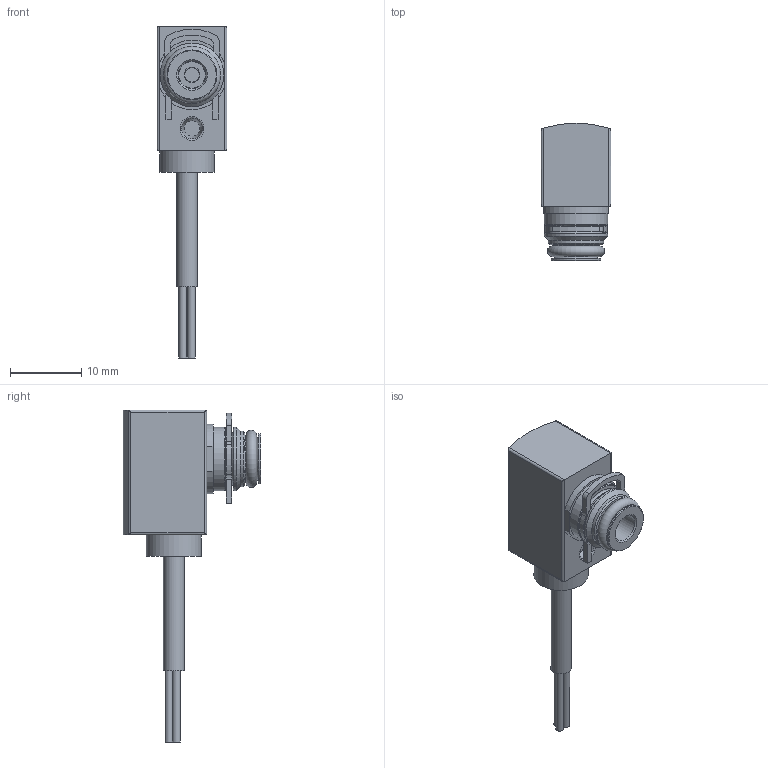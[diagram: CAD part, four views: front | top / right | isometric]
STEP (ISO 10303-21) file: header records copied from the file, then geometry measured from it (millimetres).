
FILE_DESCRIPTION(/* description */ ('STEP AP214'),/* implementation_level */ '2;1');
FILE_NAME(/* name */ '8025976_SPTE-B2R-PC10-V-2_5K',/* time_stamp */ '2024-09-15T13:24:24+02:00',/* author */ ('License CC BY-ND 4.0'),/* organization */ ('CADENAS'),/* preprocessor_version */ 'ST-DEVELOPER v19.3',/* originating_system */ 'PARTsolutions',/* authorisation */ ' ');
FILE_SCHEMA (('AUTOMOTIVE_DESIGN {1 0 10303 214 3 1 1}'));
Length unit declared in the file: millimetre
Products named in the file (3): 8025976 SPTE-B2R-PC10-V-2.5K; 8025976 SPTE-B2R-PC10-V-2.5K---(Geh); 677814 MEBH-4/2-QS-6---(SPTE)
Assembly tree (2 placements, depth 2):
  8025976 SPTE-B2R-PC10-V-2.5K
    8025976 SPTE-B2R-PC10-V-2.5K---(Geh)
    677814 MEBH-4/2-QS-6---(SPTE)
Bounding box: 9.8 x 19.3 x 46.5 mm (x, y, z)
Volume: 2533 mm3; surface area: 1774.9 mm2
Topology: 2 solids, 2 shells, 95 faces, 211 edges, 135 vertices
Faces by surface type: cylinder 43, plane 34, torus 14, cone 4
Full cylindrical faces by diameter (mm): 1.05 x3, 2 x1, 2.9 x1, 3.9 x1, 5.4 x1, 5.65 x1, 7 x1, 7.15 x1, 7.7 x1, 7.8 x1, 8.93 x2
Entity records: 2993 total; most frequent: DIRECTION 462, CARTESIAN_POINT 426, ORIENTED_EDGE 352, AXIS2_PLACEMENT_3D 194, EDGE_CURVE 176, EDGE_LOOP 142, FACE_BOUND 142, VERTEX_POINT 132
